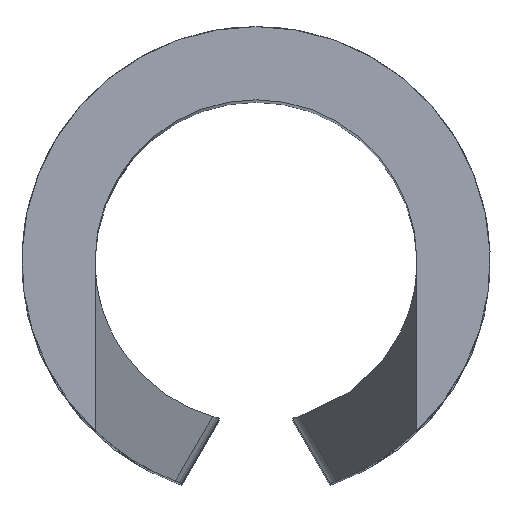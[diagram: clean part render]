
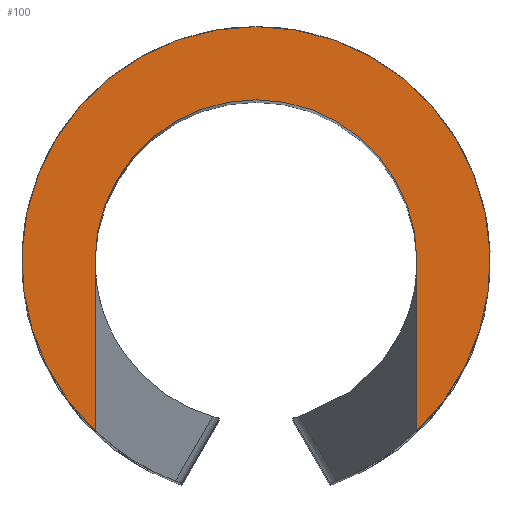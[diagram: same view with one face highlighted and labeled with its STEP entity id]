
A CAD part, top view. The second image highlights one B-rep face of the part: STEP entity #100.
In plain terms, the highlighted planar face has unit normal (0, 0, 1).
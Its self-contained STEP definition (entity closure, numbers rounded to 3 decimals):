
#100 = ADVANCED_FACE( '', ( #184 ), #185, .F. );
#184 = FACE_OUTER_BOUND( '', #402, .T. );
#185 = PLANE( '', #403 );
#402 = EDGE_LOOP( '', ( #674, #675, #676, #677 ) );
#403 = AXIS2_PLACEMENT_3D( '', #678, #679, #680 );
#674 = ORIENTED_EDGE( '', *, *, #962, .F. );
#675 = ORIENTED_EDGE( '', *, *, #947, .F. );
#676 = ORIENTED_EDGE( '', *, *, #964, .T. );
#677 = ORIENTED_EDGE( '', *, *, #969, .F. );
#678 = CARTESIAN_POINT( '', ( 0., 0., 0. ) );
#679 = DIRECTION( '', ( 0., 0., -1. ) );
#680 = DIRECTION( '', ( -0.455, -0.89, 0. ) );
#947 = EDGE_CURVE( '', #1141, #1143, #1144, .T. );
#962 = EDGE_CURVE( '', #1143, #1164, #1166, .T. );
#964 = EDGE_CURVE( '', #1141, #1167, #1169, .T. );
#969 = EDGE_CURVE( '', #1164, #1167, #1176, .T. );
#1141 = VERTEX_POINT( '', #1540 );
#1143 = VERTEX_POINT( '', #1542 );
#1144 = CIRCLE( '', #1543, 6.4 );
#1164 = VERTEX_POINT( '', #1580 );
#1166 = LINE( '', #1582, #1583 );
#1167 = VERTEX_POINT( '', #1584 );
#1169 = LINE( '', #1586, #1587 );
#1176 = CIRCLE( '', #1597, 4.4 );
#1540 = CARTESIAN_POINT( '', ( -4.4, -4.648, 0. ) );
#1542 = CARTESIAN_POINT( '', ( 4.4, -4.648, 0. ) );
#1543 = AXIS2_PLACEMENT_3D( '', #1793, #1794, #1795 );
#1580 = CARTESIAN_POINT( '', ( 4.4, 0., 0. ) );
#1582 = CARTESIAN_POINT( '', ( 4.4, -10., 0. ) );
#1583 = VECTOR( '', #1818, 1000. );
#1584 = CARTESIAN_POINT( '', ( -4.4, 0., 0. ) );
#1586 = CARTESIAN_POINT( '', ( -4.4, -10., 0. ) );
#1587 = VECTOR( '', #1822, 1000. );
#1597 = AXIS2_PLACEMENT_3D( '', #1829, #1830, #1831 );
#1793 = CARTESIAN_POINT( '', ( 0., 0., 0. ) );
#1794 = DIRECTION( '', ( 0., 0., -1. ) );
#1795 = DIRECTION( '', ( 1., 0., 0. ) );
#1818 = DIRECTION( '', ( 0., 1., 0. ) );
#1822 = DIRECTION( '', ( 0., 1., 0. ) );
#1829 = CARTESIAN_POINT( '', ( 0., 0., 0. ) );
#1830 = DIRECTION( '', ( 0., 0., 1. ) );
#1831 = DIRECTION( '', ( 1., 0., 0. ) );
